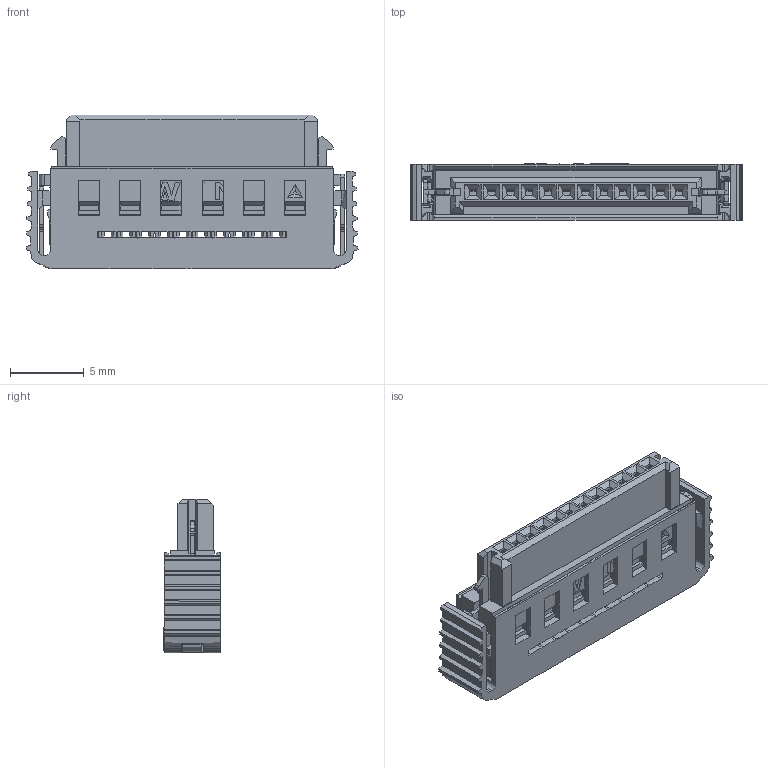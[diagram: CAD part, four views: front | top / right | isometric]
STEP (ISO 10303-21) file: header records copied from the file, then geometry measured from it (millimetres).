
FILE_DESCRIPTION( ('This file contains a STEP AP42 implementation' ,'as created by ZW3D STEP Interface translator.') ,'2;1' );
FILE_NAME( '3917-012RXXTM1WBT1.stp' ,'23 926.111052', (''), ('ZWCAD Software Co.'), 'Version 1.0', 'ZW3D to STEP translator', '' );
FILE_SCHEMA(('AUTOMOTIVE_DESIGN { 1 0 10303 214 1 1 1 1 }'));
Length unit declared in the file: millimetre
Products named in the file (2): 0; 3917-012RXXTM1WBT1
Bounding box: 22.49 x 3.85 x 10.4 mm (x, y, z)
Topology: 0 solids, 1 shells, 3333 faces, 9351 edges, 6029 vertices
Faces by surface type: plane 2298, cylinder 865, bspline 122, cone 48
Entity records: 146445 total; most frequent: CARTESIAN_POINT 57311, ORIENTED_EDGE 18730, DIRECTION 16673, EDGE_CURVE 9337, VECTOR 7049, LINE 7049, VERTEX_POINT 6034, AXIS2_PLACEMENT_3D 4812
